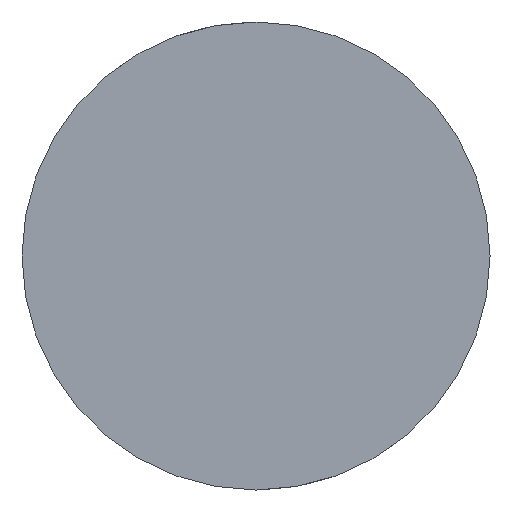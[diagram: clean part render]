
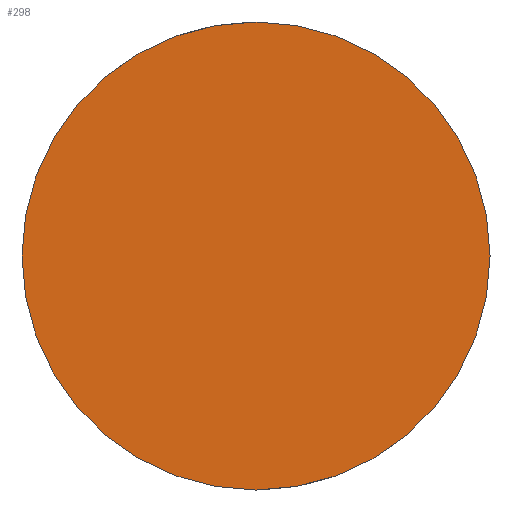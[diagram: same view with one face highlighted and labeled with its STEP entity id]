
A CAD part, front view. The second image highlights one B-rep face of the part: STEP entity #298.
In plain terms, the highlighted planar face has unit normal (0, -1, 0).
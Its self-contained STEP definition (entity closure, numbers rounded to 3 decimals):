
#23=PLANE('',#345);
#58=FACE_OUTER_BOUND('',#76,.T.);
#76=EDGE_LOOP('',(#223,#224));
#97=CIRCLE('',#341,8.5);
#98=CIRCLE('',#342,8.5);
#135=VERTEX_POINT('',#508);
#136=VERTEX_POINT('',#509);
#166=EDGE_CURVE('',#135,#136,#97,.T.);
#168=EDGE_CURVE('',#136,#135,#98,.T.);
#223=ORIENTED_EDGE('',*,*,#166,.F.);
#224=ORIENTED_EDGE('',*,*,#168,.F.);
#298=ADVANCED_FACE('',(#58),#23,.F.);
#341=AXIS2_PLACEMENT_3D('',#510,#385,#386);
#342=AXIS2_PLACEMENT_3D('',#512,#388,#389);
#345=AXIS2_PLACEMENT_3D('',#517,#396,#397);
#385=DIRECTION('center_axis',(0.,1.,0.));
#386=DIRECTION('ref_axis',(0.,0.,1.));
#388=DIRECTION('center_axis',(0.,1.,0.));
#389=DIRECTION('ref_axis',(0.,0.,1.));
#396=DIRECTION('center_axis',(0.,1.,0.));
#397=DIRECTION('ref_axis',(0.,0.,1.));
#508=CARTESIAN_POINT('',(0.,0.,-8.5));
#509=CARTESIAN_POINT('',(0.,0.,8.5));
#510=CARTESIAN_POINT('Origin',(0.,0.,0.));
#512=CARTESIAN_POINT('Origin',(0.,0.,0.));
#517=CARTESIAN_POINT('Origin',(0.,0.,0.));
